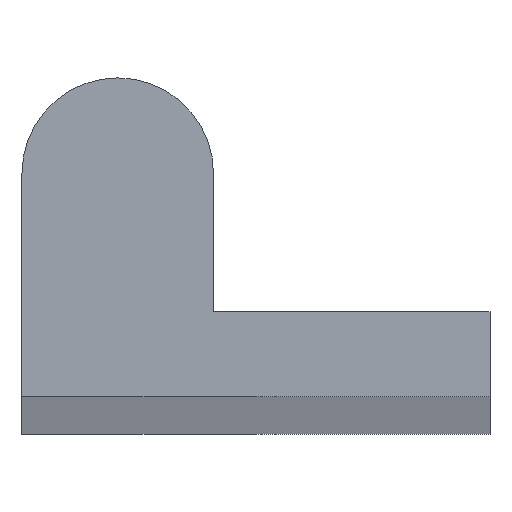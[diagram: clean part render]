
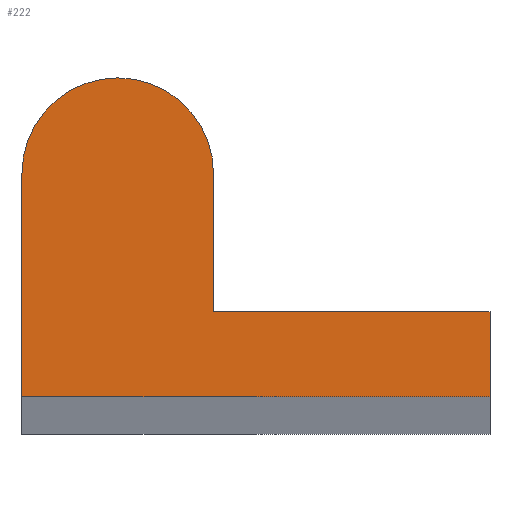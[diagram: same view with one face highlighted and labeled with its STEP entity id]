
A CAD part, top view. The second image highlights one B-rep face of the part: STEP entity #222.
In plain terms, the highlighted planar face has unit normal (0, 0, 1).
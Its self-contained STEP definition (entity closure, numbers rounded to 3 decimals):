
#3 = AXIS2_PLACEMENT_3D ( 'NONE', #117, #124, #125 ) ;
#20 = AXIS2_PLACEMENT_3D ( 'NONE', #42, #43, #44 ) ;
#21 = VECTOR ( 'NONE', #65, 1000. ) ;
#23 = VECTOR ( 'NONE', #38, 1000. ) ;
#25 = VECTOR ( 'NONE', #41, 1000. ) ;
#31 = VECTOR ( 'NONE', #225, 1000. ) ;
#36 = LINE ( 'NONE', #37, #23 ) ;
#37 = CARTESIAN_POINT ( 'NONE',  ( 0., 0., 500. ) ) ;
#38 = DIRECTION ( 'NONE',  ( 1., 0., 0. ) ) ;
#39 = LINE ( 'NONE', #40, #25 ) ;
#40 = CARTESIAN_POINT ( 'NONE',  ( 0., 10.5, 500. ) ) ;
#41 = DIRECTION ( 'NONE',  ( 0., -1., 0. ) ) ;
#42 = CARTESIAN_POINT ( 'NONE',  ( 4.5, 10.5, 500. ) ) ;
#43 = DIRECTION ( 'NONE',  ( 0., 0., 1. ) ) ;
#44 = DIRECTION ( 'NONE',  ( 1., 0., 0. ) ) ;
#53 = DIRECTION ( 'NONE',  ( -1., 0., 0. ) ) ;
#63 = LINE ( 'NONE', #64, #21 ) ;
#64 = CARTESIAN_POINT ( 'NONE',  ( 22., 0., 500. ) ) ;
#65 = DIRECTION ( 'NONE',  ( 0., 1., 0. ) ) ;
#66 = PLANE ( 'NONE',  #20 ) ;
#74 = FACE_OUTER_BOUND ( 'NONE', #270, .T. ) ;
#92 = CARTESIAN_POINT ( 'NONE',  ( 22., 4., 500. ) ) ;
#94 = CARTESIAN_POINT ( 'NONE',  ( 0., 0., 500. ) ) ;
#95 = CARTESIAN_POINT ( 'NONE',  ( 22., 0., 500. ) ) ;
#96 = CARTESIAN_POINT ( 'NONE',  ( 0., 10.5, 500. ) ) ;
#99 = CARTESIAN_POINT ( 'NONE',  ( 9., 4., 500. ) ) ;
#107 = ORIENTED_EDGE ( 'NONE', *, *, #213, .T. ) ;
#117 = CARTESIAN_POINT ( 'NONE',  ( 4.5, 10.5, 500. ) ) ;
#124 = DIRECTION ( 'NONE',  ( 0., 0., 1. ) ) ;
#125 = DIRECTION ( 'NONE',  ( 1., 0., 0. ) ) ;
#139 = ORIENTED_EDGE ( 'NONE', *, *, #221, .T. ) ;
#141 = VECTOR ( 'NONE', #53, 1000. ) ;
#143 = CARTESIAN_POINT ( 'NONE',  ( 9., 10.5, 500. ) ) ;
#197 = ORIENTED_EDGE ( 'NONE', *, *, #262, .T. ) ;
#198 = ORIENTED_EDGE ( 'NONE', *, *, #207, .T. ) ;
#200 = ORIENTED_EDGE ( 'NONE', *, *, #220, .T. ) ;
#201 = ORIENTED_EDGE ( 'NONE', *, *, #218, .T. ) ;
#207 = EDGE_CURVE ( 'NONE', #281, #283, #284, .T. ) ;
#213 = EDGE_CURVE ( 'NONE', #273, #281, #240, .T. ) ;
#218 = EDGE_CURVE ( 'NONE', #276, #273, #63, .T. ) ;
#220 = EDGE_CURVE ( 'NONE', #275, #276, #36, .T. ) ;
#221 = EDGE_CURVE ( 'NONE', #277, #275, #39, .T. ) ;
#222 = ADVANCED_FACE ( 'NONE', ( #74 ), #66, .T. ) ;
#225 = DIRECTION ( 'NONE',  ( 0., 1., 0. ) ) ;
#240 = LINE ( 'NONE', #241, #141 ) ;
#241 = CARTESIAN_POINT ( 'NONE',  ( 22., 4., 500. ) ) ;
#259 = CIRCLE ( 'NONE', #3, 4.5 ) ;
#262 = EDGE_CURVE ( 'NONE', #283, #277, #259, .T. ) ;
#270 = EDGE_LOOP ( 'NONE', ( #139, #200, #201, #107, #198, #197 ) ) ;
#273 = VERTEX_POINT ( 'NONE', #92 ) ;
#275 = VERTEX_POINT ( 'NONE', #94 ) ;
#276 = VERTEX_POINT ( 'NONE', #95 ) ;
#277 = VERTEX_POINT ( 'NONE', #96 ) ;
#281 = VERTEX_POINT ( 'NONE', #99 ) ;
#283 = VERTEX_POINT ( 'NONE', #143 ) ;
#284 = LINE ( 'NONE', #285, #31 ) ;
#285 = CARTESIAN_POINT ( 'NONE',  ( 9., 4., 500. ) ) ;
